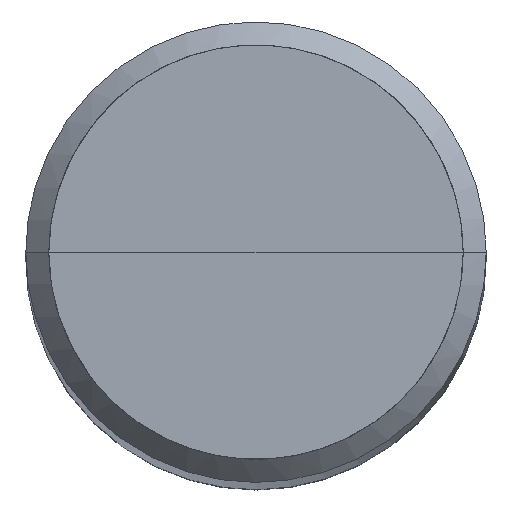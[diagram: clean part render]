
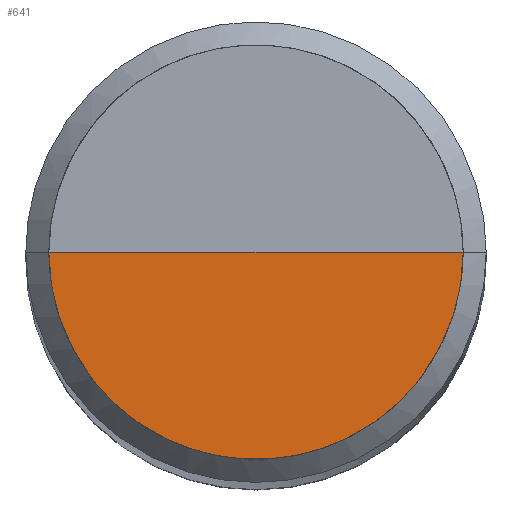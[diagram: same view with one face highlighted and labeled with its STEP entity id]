
A CAD part, top view. The second image highlights one B-rep face of the part: STEP entity #641.
In plain terms, the highlighted free-form (B-spline) face has degree [1, 2] with [2, 5] control points.
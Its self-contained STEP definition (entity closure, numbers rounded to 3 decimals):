
#373=CARTESIAN_POINT('',(4.5,0.0,86.0));
#377=CARTESIAN_POINT('',(-4.5,0.0,86.0));
#378=CARTESIAN_POINT('',(0.0,0.0,86.0));
#382=CARTESIAN_POINT('',(-4.5,-4.5,86.0));
#383=CARTESIAN_POINT('',(0.0,-4.5,86.0));
#384=CARTESIAN_POINT('',(4.5,-4.5,86.0));
#626=(
BOUNDED_SURFACE()
B_SPLINE_SURFACE(1,2,(
(#377,#382,#383,#384,#373),
(#378,#378,#378,#378,#378)
), .UNSPECIFIED.,.F.,.F.,.F.)
B_SPLINE_SURFACE_WITH_KNOTS((2,2),(3,2,3),(
0.0,1.0),(
0.0,0.5,1.0), .UNSPECIFIED.)
GEOMETRIC_REPRESENTATION_ITEM()
RATIONAL_B_SPLINE_SURFACE(((1.0,0.707,1.0,0.707,1.0),
(1.0,0.707,1.0,0.707,1.0)
))
REPRESENTATION_ITEM('')
SURFACE()
);
#627=(
BOUNDED_CURVE()
B_SPLINE_CURVE(1,(#378,#373),.UNSPECIFIED.,.F.,.F.)
B_SPLINE_CURVE_WITH_KNOTS((2,2),
(0.0,1.0),.UNSPECIFIED.)
CURVE()
GEOMETRIC_REPRESENTATION_ITEM()
RATIONAL_B_SPLINE_CURVE((1.0,1.0))
REPRESENTATION_ITEM('')
);
#628=(
BOUNDED_CURVE()
B_SPLINE_CURVE(2,(#373,#384,#383,#382,#377),.UNSPECIFIED.,.F.,.F.)
B_SPLINE_CURVE_WITH_KNOTS((3,2,3),
(0.0,0.5,1.0),.UNSPECIFIED.)
CURVE()
GEOMETRIC_REPRESENTATION_ITEM()
RATIONAL_B_SPLINE_CURVE((1.0,0.707,1.0,0.707,1.0))
REPRESENTATION_ITEM('')
);
#629=(
BOUNDED_CURVE()
B_SPLINE_CURVE(1,(#377,#378),.UNSPECIFIED.,.F.,.F.)
B_SPLINE_CURVE_WITH_KNOTS((2,2),
(0.0,1.0),.UNSPECIFIED.)
CURVE()
GEOMETRIC_REPRESENTATION_ITEM()
RATIONAL_B_SPLINE_CURVE((1.0,1.0))
REPRESENTATION_ITEM('')
);
#630=VERTEX_POINT('',#373);
#631=VERTEX_POINT('',#377);
#632=VERTEX_POINT('',#378);
#633=EDGE_CURVE('',#632,#630,#627,.T.);
#634=EDGE_CURVE('',#630,#631,#628,.T.);
#635=EDGE_CURVE('',#631,#632,#629,.T.);
#636=ORIENTED_EDGE('',*,*,#633,.T.);
#637=ORIENTED_EDGE('',*,*,#634,.T.);
#638=ORIENTED_EDGE('',*,*,#635,.T.);
#639=EDGE_LOOP('',(#636,#637,#638));
#640=FACE_OUTER_BOUND('',#639,.T.);
#641=ADVANCED_FACE('',(#640),#626,.T.);
